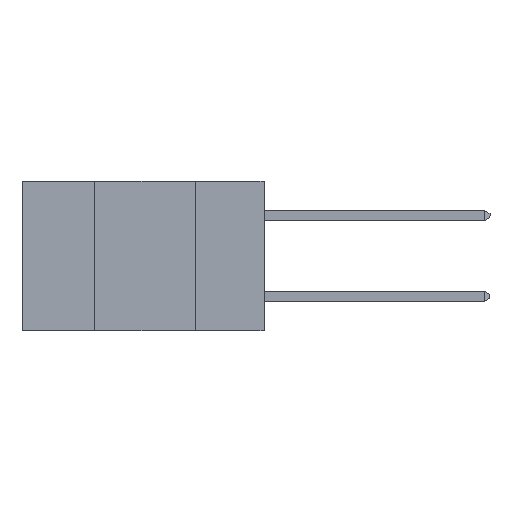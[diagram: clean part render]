
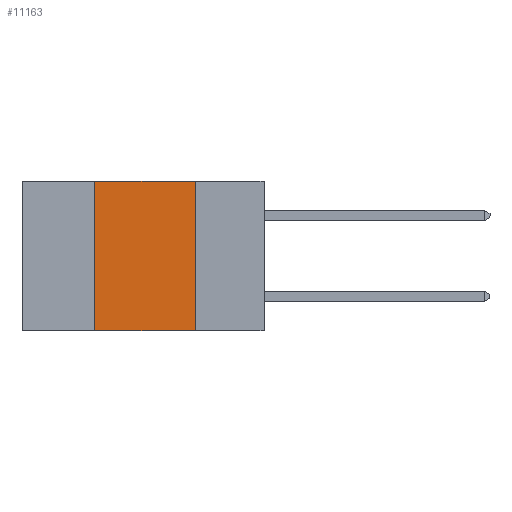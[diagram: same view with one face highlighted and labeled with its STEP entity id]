
A CAD part, left-side view. The second image highlights one B-rep face of the part: STEP entity #11163.
In plain terms, the highlighted planar face has unit normal (-1, 0, 0).
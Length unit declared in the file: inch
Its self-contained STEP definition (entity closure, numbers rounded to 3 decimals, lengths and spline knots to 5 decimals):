
#618 = CARTESIAN_POINT ( 'NONE',  ( 0., 0.42, -0.37 ) ) ;
#1341 = DIRECTION ( 'NONE',  ( 0., 0., 1. ) ) ;
#1356 = VECTOR ( 'NONE', #2044, 39.37008 ) ;
#1438 = DIRECTION ( 'NONE',  ( 0., 0., -1. ) ) ;
#2044 = DIRECTION ( 'NONE',  ( 0., 0., -1. ) ) ;
#2287 = EDGE_CURVE ( 'NONE', #4505, #3911, #10560, .T. ) ;
#2339 = CARTESIAN_POINT ( 'NONE',  ( 0., 0.6, 0. ) ) ;
#2447 = CARTESIAN_POINT ( 'NONE',  ( 0., 0.42, 0. ) ) ;
#2636 = VECTOR ( 'NONE', #12181, 39.37008 ) ;
#2770 = FACE_OUTER_BOUND ( 'NONE', #13825, .T. ) ;
#3097 = LINE ( 'NONE', #11193, #15679 ) ;
#3168 = VERTEX_POINT ( 'NONE', #8442 ) ;
#3911 = VERTEX_POINT ( 'NONE', #14876 ) ;
#4505 = VERTEX_POINT ( 'NONE', #618 ) ;
#5433 = VERTEX_POINT ( 'NONE', #2447 ) ;
#5499 = VECTOR ( 'NONE', #8772, 39.37008 ) ;
#5662 = CARTESIAN_POINT ( 'NONE',  ( 0., 0.17, 0. ) ) ;
#6259 = ORIENTED_EDGE ( 'NONE', *, *, #15646, .F. ) ;
#6276 = LINE ( 'NONE', #2339, #2636 ) ;
#6328 = PLANE ( 'NONE',  #13166 ) ;
#7399 = CARTESIAN_POINT ( 'NONE',  ( 0., 0.6, -0.37 ) ) ;
#7613 = CARTESIAN_POINT ( 'NONE',  ( 0., 0.6, 0. ) ) ;
#7971 = LINE ( 'NONE', #5662, #1356 ) ;
#8442 = CARTESIAN_POINT ( 'NONE',  ( 0., 0.17, 0. ) ) ;
#8772 = DIRECTION ( 'NONE',  ( 0., -1., 0. ) ) ;
#8853 = DIRECTION ( 'NONE',  ( 1., 0., 0. ) ) ;
#10560 = LINE ( 'NONE', #7399, #5499 ) ;
#11163 = ADVANCED_FACE ( 'NONE', ( #2770 ), #6328, .F. ) ;
#11193 = CARTESIAN_POINT ( 'NONE',  ( 0., 0.42, 0. ) ) ;
#11672 = ORIENTED_EDGE ( 'NONE', *, *, #12792, .F. ) ;
#12082 = ORIENTED_EDGE ( 'NONE', *, *, #12475, .F. ) ;
#12181 = DIRECTION ( 'NONE',  ( 0., -1., 0. ) ) ;
#12276 = ORIENTED_EDGE ( 'NONE', *, *, #2287, .T. ) ;
#12475 = EDGE_CURVE ( 'NONE', #4505, #5433, #3097, .T. ) ;
#12792 = EDGE_CURVE ( 'NONE', #3168, #3911, #7971, .T. ) ;
#13166 = AXIS2_PLACEMENT_3D ( 'NONE', #7613, #8853, #1438 ) ;
#13825 = EDGE_LOOP ( 'NONE', ( #11672, #6259, #12082, #12276 ) ) ;
#14876 = CARTESIAN_POINT ( 'NONE',  ( 0., 0.17, -0.37 ) ) ;
#15646 = EDGE_CURVE ( 'NONE', #5433, #3168, #6276, .T. ) ;
#15679 = VECTOR ( 'NONE', #1341, 39.37008 ) ;
